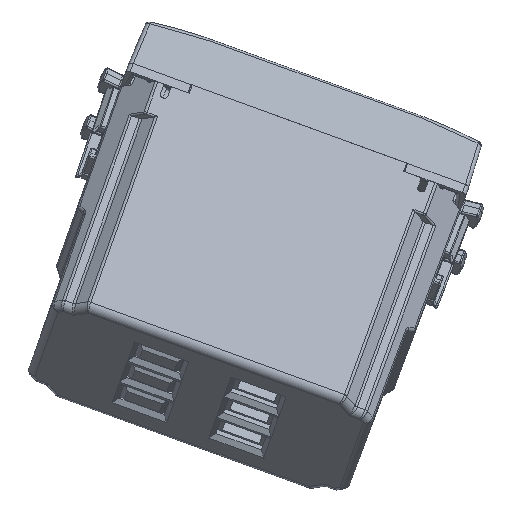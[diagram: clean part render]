
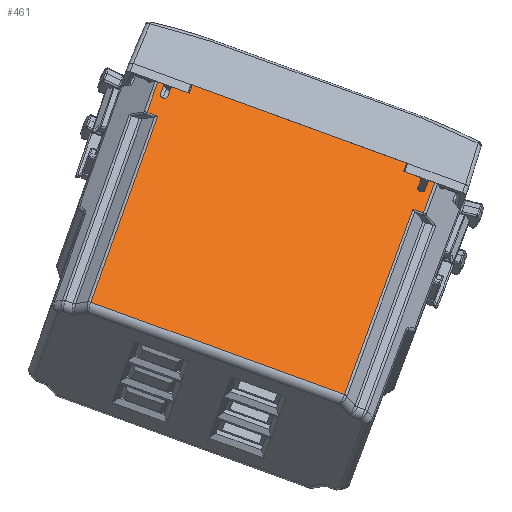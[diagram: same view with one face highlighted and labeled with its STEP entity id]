
A CAD part, left-side view. The second image highlights one B-rep face of the part: STEP entity #461.
In plain terms, the highlighted face is planar.
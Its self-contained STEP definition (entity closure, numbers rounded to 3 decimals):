
#73=CARTESIAN_POINT('Vertex',(11.175,-17.5,0.)) ;
#76=CARTESIAN_POINT('Line Origine',(11.168,-17.487,-0.767)) ;
#80=CARTESIAN_POINT('Vertex',(11.162,-17.473,-1.535)) ;
#295=CARTESIAN_POINT('Control Point',(11.162,-17.473,-1.535)) ;
#296=CARTESIAN_POINT('Control Point',(11.159,-17.468,-1.829)) ;
#297=CARTESIAN_POINT('Control Point',(11.156,-17.237,-2.131)) ;
#298=CARTESIAN_POINT('Control Point',(11.156,-16.763,-2.131)) ;
#299=CARTESIAN_POINT('Control Point',(11.159,-16.532,-1.829)) ;
#300=CARTESIAN_POINT('Control Point',(11.162,-16.527,-1.535)) ;
#301=CARTESIAN_POINT('Vertex',(11.162,-16.527,-1.535)) ;
#316=CARTESIAN_POINT('Axis2P3D Location',(11.175,0.,0.)) ;
#321=CARTESIAN_POINT('Line Origine',(11.133,0.,-4.802)) ;
#325=CARTESIAN_POINT('Vertex',(11.133,18.276,-4.802)) ;
#327=CARTESIAN_POINT('Vertex',(11.133,16.864,-4.802)) ;
#331=CARTESIAN_POINT('Control Point',(11.133,18.276,-4.802)) ;
#332=CARTESIAN_POINT('Control Point',(11.175,18.293,0.)) ;
#333=CARTESIAN_POINT('Vertex',(11.175,18.293,0.)) ;
#336=CARTESIAN_POINT('Line Origine',(11.175,0.,0.)) ;
#340=CARTESIAN_POINT('Vertex',(11.175,17.5,0.)) ;
#344=CARTESIAN_POINT('Control Point',(11.175,17.5,0.)) ;
#345=CARTESIAN_POINT('Control Point',(11.162,17.473,-1.535)) ;
#346=CARTESIAN_POINT('Vertex',(11.162,17.473,-1.535)) ;
#350=CARTESIAN_POINT('Control Point',(11.162,17.473,-1.535)) ;
#351=CARTESIAN_POINT('Control Point',(11.159,17.468,-1.829)) ;
#352=CARTESIAN_POINT('Control Point',(11.156,17.237,-2.131)) ;
#353=CARTESIAN_POINT('Control Point',(11.156,16.763,-2.131)) ;
#354=CARTESIAN_POINT('Control Point',(11.159,16.532,-1.829)) ;
#355=CARTESIAN_POINT('Control Point',(11.162,16.527,-1.535)) ;
#356=CARTESIAN_POINT('Vertex',(11.162,16.527,-1.535)) ;
#360=CARTESIAN_POINT('Control Point',(11.175,16.5,0.)) ;
#361=CARTESIAN_POINT('Control Point',(11.162,16.527,-1.535)) ;
#362=CARTESIAN_POINT('Vertex',(11.175,16.5,0.)) ;
#365=CARTESIAN_POINT('Line Origine',(11.175,0.,0.)) ;
#369=CARTESIAN_POINT('Vertex',(11.175,14.175,0.)) ;
#373=CARTESIAN_POINT('Control Point',(11.175,14.175,0.)) ;
#374=CARTESIAN_POINT('Control Point',(11.186,14.153,1.275)) ;
#375=CARTESIAN_POINT('Vertex',(11.186,14.153,1.275)) ;
#378=CARTESIAN_POINT('Line Origine',(11.186,0.,1.275)) ;
#382=CARTESIAN_POINT('Vertex',(11.186,-14.153,1.275)) ;
#386=CARTESIAN_POINT('Control Point',(11.175,-14.175,0.)) ;
#387=CARTESIAN_POINT('Control Point',(11.186,-14.153,1.275)) ;
#388=CARTESIAN_POINT('Vertex',(11.175,-14.175,0.)) ;
#391=CARTESIAN_POINT('Line Origine',(11.175,0.,0.)) ;
#395=CARTESIAN_POINT('Vertex',(11.175,-16.5,0.)) ;
#399=CARTESIAN_POINT('Control Point',(11.175,-16.5,0.)) ;
#400=CARTESIAN_POINT('Control Point',(11.162,-16.527,-1.535)) ;
#402=CARTESIAN_POINT('Line Origine',(11.175,0.,0.)) ;
#406=CARTESIAN_POINT('Vertex',(11.175,-18.293,0.)) ;
#410=CARTESIAN_POINT('Control Point',(11.133,-18.276,-4.802)) ;
#411=CARTESIAN_POINT('Control Point',(11.175,-18.293,0.)) ;
#412=CARTESIAN_POINT('Vertex',(11.133,-18.276,-4.802)) ;
#415=CARTESIAN_POINT('Line Origine',(11.133,0.,-4.802)) ;
#419=CARTESIAN_POINT('Vertex',(11.133,-16.864,-4.802)) ;
#423=CARTESIAN_POINT('Control Point',(10.878,-16.758,-34.009)) ;
#424=CARTESIAN_POINT('Control Point',(11.133,-16.864,-4.802)) ;
#425=CARTESIAN_POINT('Vertex',(10.878,-16.758,-34.009)) ;
#428=CARTESIAN_POINT('Line Origine',(10.878,0.,-34.009)) ;
#432=CARTESIAN_POINT('Vertex',(10.878,16.758,-34.009)) ;
#436=CARTESIAN_POINT('Control Point',(10.878,16.758,-34.009)) ;
#437=CARTESIAN_POINT('Control Point',(11.133,16.864,-4.802)) ;
#77=DIRECTION('Vector Direction',(-0.009,0.017,-1.)) ;
#317=DIRECTION('Axis2P3D Direction',(-1.,0.,0.009)) ;
#318=DIRECTION('Axis2P3D XDirection',(0.,-1.,0.)) ;
#322=DIRECTION('Vector Direction',(0.,-1.,0.)) ;
#337=DIRECTION('Vector Direction',(0.,-1.,0.)) ;
#366=DIRECTION('Vector Direction',(0.,-1.,0.)) ;
#379=DIRECTION('Vector Direction',(0.,-1.,0.)) ;
#392=DIRECTION('Vector Direction',(0.,-1.,0.)) ;
#403=DIRECTION('Vector Direction',(0.,-1.,0.)) ;
#416=DIRECTION('Vector Direction',(0.,-1.,0.)) ;
#429=DIRECTION('Vector Direction',(0.,-1.,0.)) ;
#319=AXIS2_PLACEMENT_3D('Plane Axis2P3D',#316,#317,#318) ;
#440=ORIENTED_EDGE('',*,*,#329,.F.) ;
#441=ORIENTED_EDGE('',*,*,#335,.T.) ;
#442=ORIENTED_EDGE('',*,*,#342,.F.) ;
#443=ORIENTED_EDGE('',*,*,#348,.T.) ;
#444=ORIENTED_EDGE('',*,*,#358,.T.) ;
#445=ORIENTED_EDGE('',*,*,#364,.F.) ;
#446=ORIENTED_EDGE('',*,*,#371,.F.) ;
#447=ORIENTED_EDGE('',*,*,#377,.T.) ;
#448=ORIENTED_EDGE('',*,*,#384,.F.) ;
#449=ORIENTED_EDGE('',*,*,#390,.T.) ;
#450=ORIENTED_EDGE('',*,*,#397,.T.) ;
#451=ORIENTED_EDGE('',*,*,#401,.T.) ;
#452=ORIENTED_EDGE('',*,*,#303,.F.) ;
#453=ORIENTED_EDGE('',*,*,#82,.F.) ;
#454=ORIENTED_EDGE('',*,*,#408,.T.) ;
#455=ORIENTED_EDGE('',*,*,#414,.T.) ;
#456=ORIENTED_EDGE('',*,*,#421,.F.) ;
#457=ORIENTED_EDGE('',*,*,#427,.T.) ;
#458=ORIENTED_EDGE('',*,*,#434,.F.) ;
#459=ORIENTED_EDGE('',*,*,#438,.T.) ;
#78=VECTOR('Line Direction',#77,1.) ;
#323=VECTOR('Line Direction',#322,1.) ;
#338=VECTOR('Line Direction',#337,1.) ;
#367=VECTOR('Line Direction',#366,1.) ;
#380=VECTOR('Line Direction',#379,1.) ;
#393=VECTOR('Line Direction',#392,1.) ;
#404=VECTOR('Line Direction',#403,1.) ;
#417=VECTOR('Line Direction',#416,1.) ;
#430=VECTOR('Line Direction',#429,1.) ;
#461=ADVANCED_FACE('PartBody',(#460),#320,.F.) ;
#294=B_SPLINE_CURVE_WITH_KNOTS('',5,(#295,#296,#297,#298,#299,#300),.UNSPECIFIED.,.F.,.U.,(6,6),(0.,2.079),.UNSPECIFIED.) ;
#330=B_SPLINE_CURVE_WITH_KNOTS('',1,(#331,#332),.UNSPECIFIED.,.F.,.U.,(2,2),(11.191,15.993),.UNSPECIFIED.) ;
#343=B_SPLINE_CURVE_WITH_KNOTS('',1,(#344,#345),.UNSPECIFIED.,.F.,.U.,(2,2),(-0.768,0.768),.UNSPECIFIED.) ;
#349=B_SPLINE_CURVE_WITH_KNOTS('',5,(#350,#351,#352,#353,#354,#355),.UNSPECIFIED.,.F.,.U.,(6,6),(0.,2.079),.UNSPECIFIED.) ;
#359=B_SPLINE_CURVE_WITH_KNOTS('',1,(#360,#361),.UNSPECIFIED.,.F.,.U.,(2,2),(-0.768,0.768),.UNSPECIFIED.) ;
#372=B_SPLINE_CURVE_WITH_KNOTS('',1,(#373,#374),.UNSPECIFIED.,.F.,.U.,(2,2),(-0.638,0.638),.UNSPECIFIED.) ;
#385=B_SPLINE_CURVE_WITH_KNOTS('',1,(#386,#387),.UNSPECIFIED.,.F.,.U.,(2,2),(-0.638,0.638),.UNSPECIFIED.) ;
#398=B_SPLINE_CURVE_WITH_KNOTS('',1,(#399,#400),.UNSPECIFIED.,.F.,.U.,(2,2),(-0.768,0.768),.UNSPECIFIED.) ;
#409=B_SPLINE_CURVE_WITH_KNOTS('',1,(#410,#411),.UNSPECIFIED.,.F.,.U.,(2,2),(11.191,15.993),.UNSPECIFIED.) ;
#422=B_SPLINE_CURVE_WITH_KNOTS('',1,(#423,#424),.UNSPECIFIED.,.F.,.U.,(2,2),(-17.643,11.566),.UNSPECIFIED.) ;
#435=B_SPLINE_CURVE_WITH_KNOTS('',1,(#436,#437),.UNSPECIFIED.,.F.,.U.,(2,2),(-17.643,11.566),.UNSPECIFIED.) ;
#82=EDGE_CURVE('',#74,#81,#79,.T.) ;
#303=EDGE_CURVE('',#81,#302,#294,.T.) ;
#329=EDGE_CURVE('',#326,#328,#324,.T.) ;
#335=EDGE_CURVE('',#326,#334,#330,.T.) ;
#342=EDGE_CURVE('',#341,#334,#339,.F.) ;
#348=EDGE_CURVE('',#341,#347,#343,.T.) ;
#358=EDGE_CURVE('',#347,#357,#349,.T.) ;
#364=EDGE_CURVE('',#363,#357,#359,.T.) ;
#371=EDGE_CURVE('',#370,#363,#368,.F.) ;
#377=EDGE_CURVE('',#370,#376,#372,.T.) ;
#384=EDGE_CURVE('',#383,#376,#381,.F.) ;
#390=EDGE_CURVE('',#383,#389,#385,.F.) ;
#397=EDGE_CURVE('',#389,#396,#394,.T.) ;
#401=EDGE_CURVE('',#396,#302,#398,.T.) ;
#408=EDGE_CURVE('',#74,#407,#405,.T.) ;
#414=EDGE_CURVE('',#407,#413,#409,.F.) ;
#421=EDGE_CURVE('',#420,#413,#418,.T.) ;
#427=EDGE_CURVE('',#420,#426,#422,.F.) ;
#434=EDGE_CURVE('',#433,#426,#431,.T.) ;
#438=EDGE_CURVE('',#433,#328,#435,.T.) ;
#439=EDGE_LOOP('',(#440,#441,#442,#443,#444,#445,#446,#447,#448,#449,#450,#451,#452,#453,#454,#455,#456,#457,#458,#459)) ;
#460=FACE_OUTER_BOUND('',#439,.T.) ;
#79=LINE('Line',#76,#78) ;
#324=LINE('Line',#321,#323) ;
#339=LINE('Line',#336,#338) ;
#368=LINE('Line',#365,#367) ;
#381=LINE('Line',#378,#380) ;
#394=LINE('Line',#391,#393) ;
#405=LINE('Line',#402,#404) ;
#418=LINE('Line',#415,#417) ;
#431=LINE('Line',#428,#430) ;
#320=PLANE('',#319) ;
#74=VERTEX_POINT('',#73) ;
#81=VERTEX_POINT('',#80) ;
#302=VERTEX_POINT('',#301) ;
#326=VERTEX_POINT('',#325) ;
#328=VERTEX_POINT('',#327) ;
#334=VERTEX_POINT('',#333) ;
#341=VERTEX_POINT('',#340) ;
#347=VERTEX_POINT('',#346) ;
#357=VERTEX_POINT('',#356) ;
#363=VERTEX_POINT('',#362) ;
#370=VERTEX_POINT('',#369) ;
#376=VERTEX_POINT('',#375) ;
#383=VERTEX_POINT('',#382) ;
#389=VERTEX_POINT('',#388) ;
#396=VERTEX_POINT('',#395) ;
#407=VERTEX_POINT('',#406) ;
#413=VERTEX_POINT('',#412) ;
#420=VERTEX_POINT('',#419) ;
#426=VERTEX_POINT('',#425) ;
#433=VERTEX_POINT('',#432) ;
